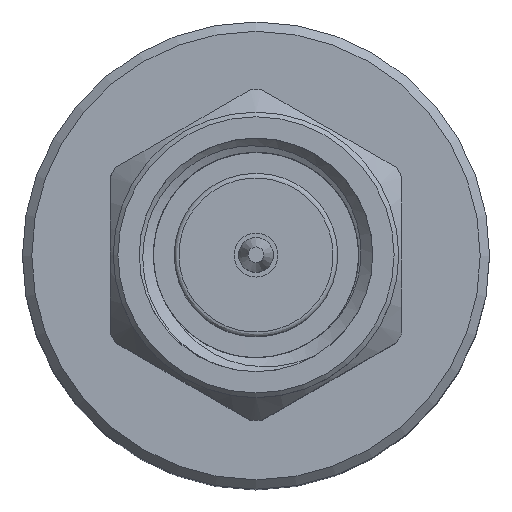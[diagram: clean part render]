
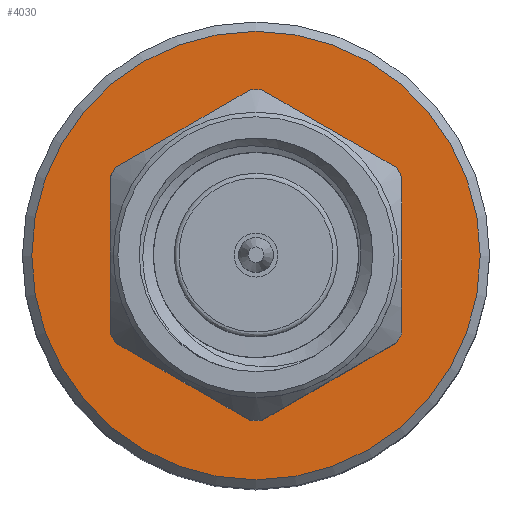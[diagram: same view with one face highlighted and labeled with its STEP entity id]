
A CAD part, top view. The second image highlights one B-rep face of the part: STEP entity #4030.
In plain terms, the highlighted planar face has unit normal (0, 0, 1).
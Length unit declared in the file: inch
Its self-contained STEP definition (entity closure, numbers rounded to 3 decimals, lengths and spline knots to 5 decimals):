
#54 = DIRECTION ( 'NONE',  ( 1., 0., 0. ) ) ;
#573 = DIRECTION ( 'NONE',  ( 0., 0., 1. ) ) ;
#714 = CARTESIAN_POINT ( 'NONE',  ( 0.125, 0., 0.2625 ) ) ;
#735 = VERTEX_POINT ( 'NONE', #2187 ) ;
#1150 = CIRCLE ( 'NONE', #3393, 0.125 ) ;
#1416 = ORIENTED_EDGE ( 'NONE', *, *, #2480, .T. ) ;
#1732 = FACE_BOUND ( 'NONE', #2706, .T. ) ;
#2053 = DIRECTION ( 'NONE',  ( 1., 0., 0. ) ) ;
#2115 = DIRECTION ( 'NONE',  ( 0., 0., 1. ) ) ;
#2150 = CIRCLE ( 'NONE', #2769, 0.24 ) ;
#2187 = CARTESIAN_POINT ( 'NONE',  ( 0.24, 0., 0.2625 ) ) ;
#2206 = AXIS2_PLACEMENT_3D ( 'NONE', #4693, #2115, #2554 ) ;
#2370 = EDGE_CURVE ( 'NONE', #2584, #2584, #1150, .T. ) ;
#2480 = EDGE_CURVE ( 'NONE', #735, #735, #2150, .T. ) ;
#2554 = DIRECTION ( 'NONE',  ( 1., 0., 0. ) ) ;
#2584 = VERTEX_POINT ( 'NONE', #714 ) ;
#2706 = EDGE_LOOP ( 'NONE', ( #4343 ) ) ;
#2769 = AXIS2_PLACEMENT_3D ( 'NONE', #3918, #573, #2053 ) ;
#3393 = AXIS2_PLACEMENT_3D ( 'NONE', #3399, #4260, #54 ) ;
#3399 = CARTESIAN_POINT ( 'NONE',  ( 0., 0., 0.2625 ) ) ;
#3632 = FACE_OUTER_BOUND ( 'NONE', #4121, .T. ) ;
#3918 = CARTESIAN_POINT ( 'NONE',  ( 0., 0., 0.2625 ) ) ;
#4030 = ADVANCED_FACE ( 'NONE', ( #3632, #1732 ), #4405, .T. ) ;
#4121 = EDGE_LOOP ( 'NONE', ( #1416 ) ) ;
#4260 = DIRECTION ( 'NONE',  ( 0., 0., 1. ) ) ;
#4343 = ORIENTED_EDGE ( 'NONE', *, *, #2370, .F. ) ;
#4405 = PLANE ( 'NONE',  #2206 ) ;
#4693 = CARTESIAN_POINT ( 'NONE',  ( 0., 0., 0.2625 ) ) ;
